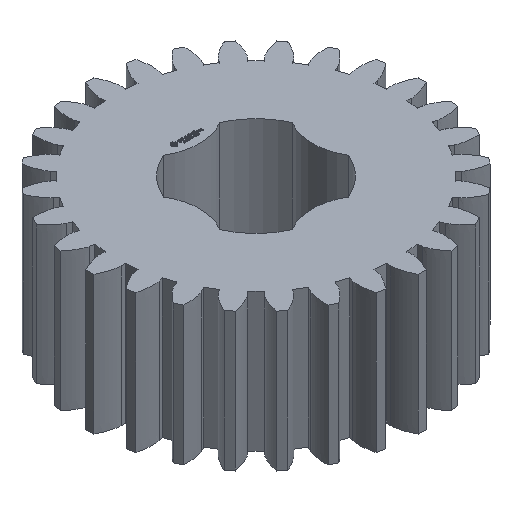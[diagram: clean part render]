
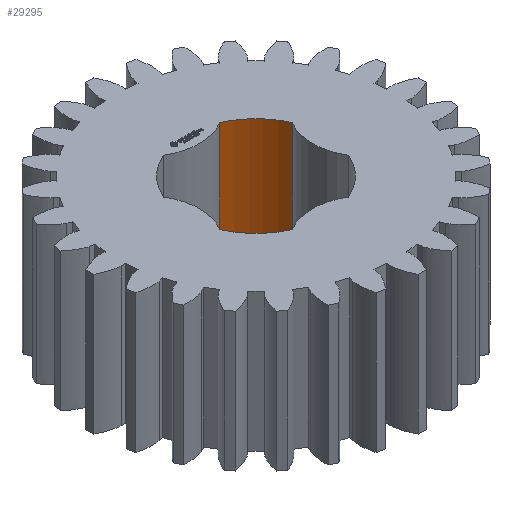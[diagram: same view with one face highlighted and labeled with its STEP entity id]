
A CAD part, isometric view. The second image highlights one B-rep face of the part: STEP entity #29295.
In plain terms, the highlighted cylindrical face has radius 6.35 mm (diameter 12.7 mm), a partial arc.
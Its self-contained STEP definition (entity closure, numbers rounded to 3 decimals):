
#93 = PLANE('',#94);
#94 = AXIS2_PLACEMENT_3D('',#95,#96,#97);
#95 = CARTESIAN_POINT('',(0.,0.,12.5));
#96 = DIRECTION('',(0.,0.,1.));
#97 = DIRECTION('',(1.,0.,0.));
#168 = PLANE('',#169);
#169 = AXIS2_PLACEMENT_3D('',#170,#171,#172);
#170 = CARTESIAN_POINT('',(0.,0.,0.));
#171 = DIRECTION('',(0.,0.,1.));
#172 = DIRECTION('',(1.,0.,0.));
#8210 = VERTEX_POINT('',#8211);
#8211 = CARTESIAN_POINT('',(2.55,5.816,0.));
#8226 = CYLINDRICAL_SURFACE('',#8227,4.9);
#8227 = AXIS2_PLACEMENT_3D('',#8228,#8229,#8230);
#8228 = CARTESIAN_POINT('',(0.,10.,0.));
#8229 = DIRECTION('',(0.,-0.,-1.));
#8230 = DIRECTION('',(0.707,0.707,0.));
#8238 = EDGE_CURVE('',#8239,#8210,#8241,.T.);
#8239 = VERTEX_POINT('',#8240);
#8240 = CARTESIAN_POINT('',(5.816,2.55,0.));
#8241 = SURFACE_CURVE('',#8242,(#8247,#8254),.PCURVE_S1.);
#8242 = CIRCLE('',#8243,6.35);
#8243 = AXIS2_PLACEMENT_3D('',#8244,#8245,#8246);
#8244 = CARTESIAN_POINT('',(0.,0.,0.));
#8245 = DIRECTION('',(0.,-0.,1.));
#8246 = DIRECTION('',(0.707,0.707,0.));
#8247 = PCURVE('',#168,#8248);
#8248 = DEFINITIONAL_REPRESENTATION('',(#8249),#8253);
#8249 = CIRCLE('',#8250,6.35);
#8250 = AXIS2_PLACEMENT_2D('',#8251,#8252);
#8251 = CARTESIAN_POINT('',(0.,0.));
#8252 = DIRECTION('',(0.707,0.707));
#8253 = ( GEOMETRIC_REPRESENTATION_CONTEXT(2) 
PARAMETRIC_REPRESENTATION_CONTEXT() REPRESENTATION_CONTEXT('2D SPACE',''
  ) );
#8254 = PCURVE('',#8255,#8260);
#8255 = CYLINDRICAL_SURFACE('',#8256,6.35);
#8256 = AXIS2_PLACEMENT_3D('',#8257,#8258,#8259);
#8257 = CARTESIAN_POINT('',(0.,0.,0.));
#8258 = DIRECTION('',(0.,-0.,-1.));
#8259 = DIRECTION('',(0.707,0.707,0.));
#8260 = DEFINITIONAL_REPRESENTATION('',(#8261),#8265);
#8261 = LINE('',#8262,#8263);
#8262 = CARTESIAN_POINT('',(-0.,0.));
#8263 = VECTOR('',#8264,1.);
#8264 = DIRECTION('',(-1.,0.));
#8265 = ( GEOMETRIC_REPRESENTATION_CONTEXT(2) 
PARAMETRIC_REPRESENTATION_CONTEXT() REPRESENTATION_CONTEXT('2D SPACE',''
  ) );
#8284 = CYLINDRICAL_SURFACE('',#8285,4.9);
#8285 = AXIS2_PLACEMENT_3D('',#8286,#8287,#8288);
#8286 = CARTESIAN_POINT('',(10.,0.,0.));
#8287 = DIRECTION('',(0.,-0.,-1.));
#8288 = DIRECTION('',(0.707,0.707,0.));
#14074 = VERTEX_POINT('',#14075);
#14075 = CARTESIAN_POINT('',(2.55,5.816,12.5));
#14097 = EDGE_CURVE('',#14098,#14074,#14100,.T.);
#14098 = VERTEX_POINT('',#14099);
#14099 = CARTESIAN_POINT('',(5.816,2.55,12.5));
#14100 = SURFACE_CURVE('',#14101,(#14106,#14113),.PCURVE_S1.);
#14101 = CIRCLE('',#14102,6.35);
#14102 = AXIS2_PLACEMENT_3D('',#14103,#14104,#14105);
#14103 = CARTESIAN_POINT('',(0.,0.,12.5)
  );
#14104 = DIRECTION('',(0.,-0.,1.));
#14105 = DIRECTION('',(0.707,0.707,0.));
#14106 = PCURVE('',#93,#14107);
#14107 = DEFINITIONAL_REPRESENTATION('',(#14108),#14112);
#14108 = CIRCLE('',#14109,6.35);
#14109 = AXIS2_PLACEMENT_2D('',#14110,#14111);
#14110 = CARTESIAN_POINT('',(0.,0.));
#14111 = DIRECTION('',(0.707,0.707));
#14112 = ( GEOMETRIC_REPRESENTATION_CONTEXT(2) 
PARAMETRIC_REPRESENTATION_CONTEXT() REPRESENTATION_CONTEXT('2D SPACE',''
  ) );
#14113 = PCURVE('',#8255,#14114);
#14114 = DEFINITIONAL_REPRESENTATION('',(#14115),#14119);
#14115 = LINE('',#14116,#14117);
#14116 = CARTESIAN_POINT('',(-0.,-12.5));
#14117 = VECTOR('',#14118,1.);
#14118 = DIRECTION('',(-1.,0.));
#14119 = ( GEOMETRIC_REPRESENTATION_CONTEXT(2) 
PARAMETRIC_REPRESENTATION_CONTEXT() REPRESENTATION_CONTEXT('2D SPACE',''
  ) );
#29272 = EDGE_CURVE('',#8239,#14098,#29273,.T.);
#29273 = SURFACE_CURVE('',#29274,(#29278,#29285),.PCURVE_S1.);
#29274 = LINE('',#29275,#29276);
#29275 = CARTESIAN_POINT('',(5.816,2.55,0.));
#29276 = VECTOR('',#29277,1.);
#29277 = DIRECTION('',(0.,0.,1.));
#29278 = PCURVE('',#8284,#29279);
#29279 = DEFINITIONAL_REPRESENTATION('',(#29280),#29284);
#29280 = LINE('',#29281,#29282);
#29281 = CARTESIAN_POINT('',(-1.809,0.));
#29282 = VECTOR('',#29283,1.);
#29283 = DIRECTION('',(-0.,-1.));
#29284 = ( GEOMETRIC_REPRESENTATION_CONTEXT(2) 
PARAMETRIC_REPRESENTATION_CONTEXT() REPRESENTATION_CONTEXT('2D SPACE',''
  ) );
#29285 = PCURVE('',#8255,#29286);
#29286 = DEFINITIONAL_REPRESENTATION('',(#29287),#29291);
#29287 = LINE('',#29288,#29289);
#29288 = CARTESIAN_POINT('',(-5.911,0.));
#29289 = VECTOR('',#29290,1.);
#29290 = DIRECTION('',(-0.,-1.));
#29291 = ( GEOMETRIC_REPRESENTATION_CONTEXT(2) 
PARAMETRIC_REPRESENTATION_CONTEXT() REPRESENTATION_CONTEXT('2D SPACE',''
  ) );
#29295 = ADVANCED_FACE('',(#29296),#8255,.F.);
#29296 = FACE_BOUND('',#29297,.T.);
#29297 = EDGE_LOOP('',(#29298,#29299,#29300,#29321));
#29298 = ORIENTED_EDGE('',*,*,#29272,.T.);
#29299 = ORIENTED_EDGE('',*,*,#14097,.T.);
#29300 = ORIENTED_EDGE('',*,*,#29301,.F.);
#29301 = EDGE_CURVE('',#8210,#14074,#29302,.T.);
#29302 = SURFACE_CURVE('',#29303,(#29307,#29314),.PCURVE_S1.);
#29303 = LINE('',#29304,#29305);
#29304 = CARTESIAN_POINT('',(2.55,5.816,0.));
#29305 = VECTOR('',#29306,1.);
#29306 = DIRECTION('',(0.,0.,1.));
#29307 = PCURVE('',#8255,#29308);
#29308 = DEFINITIONAL_REPRESENTATION('',(#29309),#29313);
#29309 = LINE('',#29310,#29311);
#29310 = CARTESIAN_POINT('',(-6.655,0.));
#29311 = VECTOR('',#29312,1.);
#29312 = DIRECTION('',(-0.,-1.));
#29313 = ( GEOMETRIC_REPRESENTATION_CONTEXT(2) 
PARAMETRIC_REPRESENTATION_CONTEXT() REPRESENTATION_CONTEXT('2D SPACE',''
  ) );
#29314 = PCURVE('',#8226,#29315);
#29315 = DEFINITIONAL_REPRESENTATION('',(#29316),#29320);
#29316 = LINE('',#29317,#29318);
#29317 = CARTESIAN_POINT('',(-4.474,0.));
#29318 = VECTOR('',#29319,1.);
#29319 = DIRECTION('',(-0.,-1.));
#29320 = ( GEOMETRIC_REPRESENTATION_CONTEXT(2) 
PARAMETRIC_REPRESENTATION_CONTEXT() REPRESENTATION_CONTEXT('2D SPACE',''
  ) );
#29321 = ORIENTED_EDGE('',*,*,#8238,.F.);
